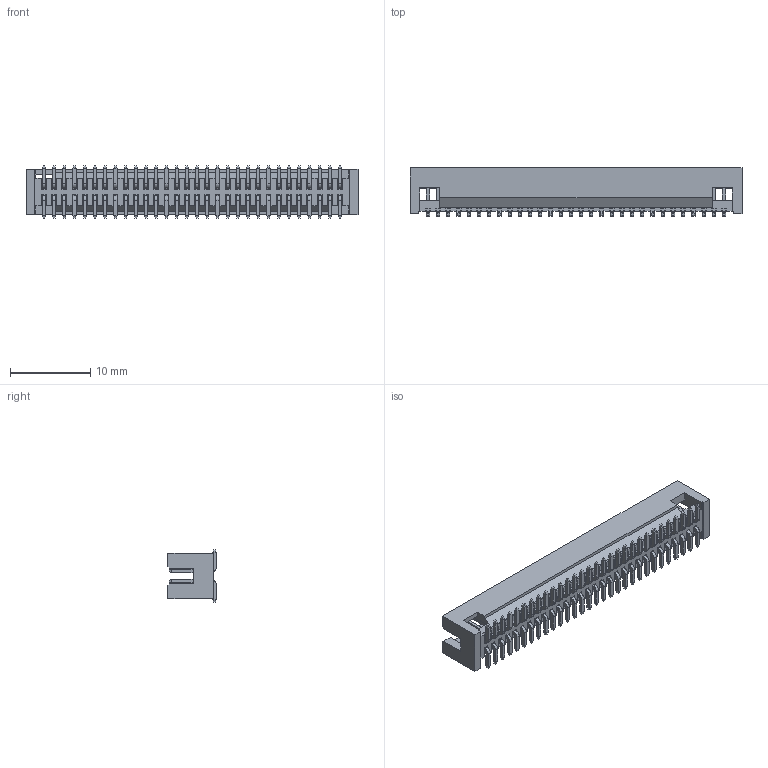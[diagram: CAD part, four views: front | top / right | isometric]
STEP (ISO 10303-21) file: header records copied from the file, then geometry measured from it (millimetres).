
FILE_DESCRIPTION((''),'2;1');
FILE_NAME('PRT0002','2019-01-03T',('gongcheng6'),(''),'PRO/ENGINEER BY PARAMETRIC TECHNOLOGY CORPORATION, 2010280','PRO/ENGINEER BY PARAMETRIC TECHNOLOGY CORPORATION, 2010280','');
FILE_SCHEMA(('CONFIG_CONTROL_DESIGN'));
Length unit declared in the file: millimetre
Products named in the file (1): PRT0002
Bounding box: 41.3 x 6 x 6.5 mm (x, y, z)
Volume: 630.9 mm3; surface area: 1945.9 mm2
Topology: 1 solids, 1 shells, 1608 faces, 3995 edges, 2501 vertices
Faces by surface type: plane 1488, cylinder 120
Entity records: 46357 total; most frequent: CARTESIAN_POINT 8104, ORIENTED_EDGE 7990, DIRECTION 7451, EDGE_CURVE 3995, VECTOR 3755, LINE 3755, VERTEX_POINT 2501, AXIS2_PLACEMENT_3D 1848
